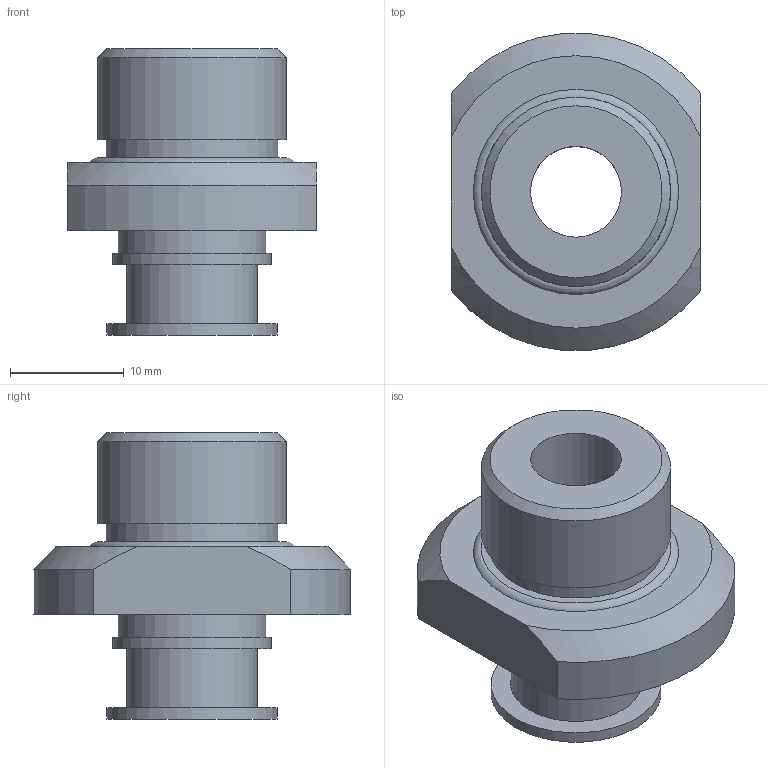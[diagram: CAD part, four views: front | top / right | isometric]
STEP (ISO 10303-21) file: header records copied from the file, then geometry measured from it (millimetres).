
FILE_DESCRIPTION( ( '' ), '1' );
FILE_NAME( '0107598.stp', '2002-09-24T08:38:54', ( 'Andreas Norlén' ), ( 'PIAB AB' ), 'XStep 1.0', 'SolidEdge', ' ' );
FILE_SCHEMA( ( 'CONFIG_CONTROL_DESIGN' ) );
Length unit declared in the file: millimetre
Products named in the file (1): 1
Bounding box: 22 x 27.91 x 25.2 mm (x, y, z)
Volume: 4905 mm3; surface area: 3220 mm2
Topology: 1 solids, 1 shells, 26 faces, 49 edges, 33 vertices
Faces by surface type: plane 12, cylinder 10, cone 3, torus 1
Full cylindrical faces by diameter (mm): 8 x1, 10 x1, 11.5 x1, 13 x1, 14 x1, 15 x1, 15.15 x1, 16.66 x1
Entity records: 658 total; most frequent: CARTESIAN_POINT 115, DIRECTION 112, ORIENTED_EDGE 74, AXIS2_PLACEMENT_3D 52, EDGE_LOOP 46, EDGE_CURVE 37, FACE_OUTER_BOUND 35, VERTEX_POINT 31
